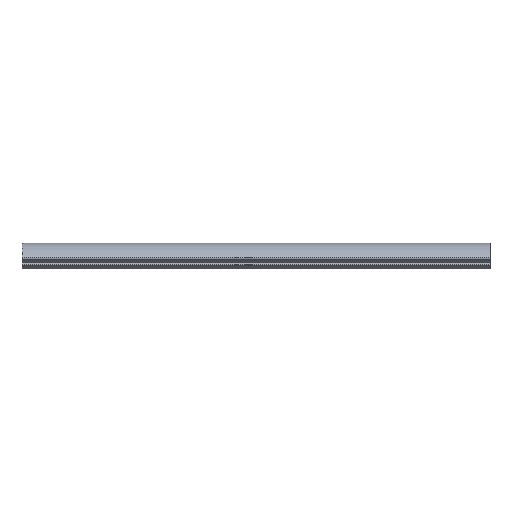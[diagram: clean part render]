
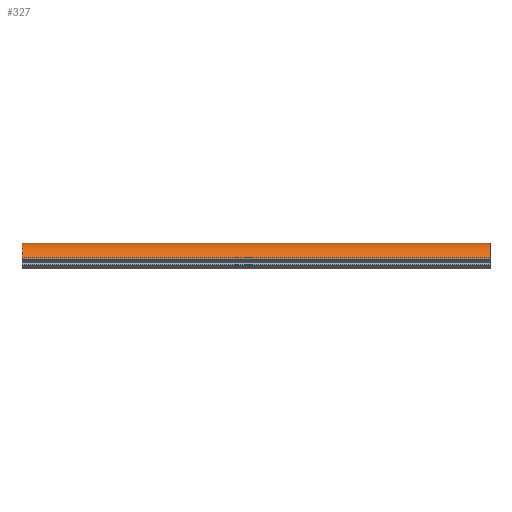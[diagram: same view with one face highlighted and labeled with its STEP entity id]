
A CAD part, top view. The second image highlights one B-rep face of the part: STEP entity #327.
In plain terms, the highlighted cylindrical face has radius 67.5 mm (diameter 135 mm), a partial arc.
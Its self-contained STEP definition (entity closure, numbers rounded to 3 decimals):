
#327=ADVANCED_FACE('',(#658),#659,.T.);
#658=FACE_OUTER_BOUND('',#998,.T.);
#659=CYLINDRICAL_SURFACE('',#999,67.5);
#998=EDGE_LOOP('',(#1817,#1818,#1819,#1820));
#999=AXIS2_PLACEMENT_3D('',#1821,#1822,#1823);
#1817=ORIENTED_EDGE('',*,*,#2499,.T.);
#1818=ORIENTED_EDGE('',*,*,#2500,.F.);
#1819=ORIENTED_EDGE('',*,*,#2501,.T.);
#1820=ORIENTED_EDGE('',*,*,#2496,.T.);
#1821=CARTESIAN_POINT('',(1000.0,-38.971,-22.5));
#1822=DIRECTION('',(-1.0,0.0,0.0));
#1823=DIRECTION('',(0.0,0.54,0.842));
#2496=EDGE_CURVE('',#3118,#3116,#3119,.T.);
#2499=EDGE_CURVE('',#3116,#3122,#3123,.T.);
#2500=EDGE_CURVE('',#3124,#3122,#3125,.T.);
#2501=EDGE_CURVE('',#3124,#3118,#3126,.T.);
#3116=VERTEX_POINT('',#3986);
#3118=VERTEX_POINT('',#3988);
#3119=LINE('',#3989,#3990);
#3122=VERTEX_POINT('',#3993);
#3123=CIRCLE('',#3994,67.5);
#3124=VERTEX_POINT('',#3995);
#3125=LINE('',#3996,#3997);
#3126=CIRCLE('',#3998,67.5);
#3986=CARTESIAN_POINT('',(0.0,28.456,-19.36));
#3988=CARTESIAN_POINT('',(1000.0,28.456,-19.36));
#3989=CARTESIAN_POINT('',(1000.0,28.456,-19.36));
#3990=VECTOR('',#4476,1.0);
#3993=CARTESIAN_POINT('',(0.0,-2.539,34.324));
#3994=AXIS2_PLACEMENT_3D('',#4480,#4481,#4482);
#3995=CARTESIAN_POINT('',(1000.0,-2.539,34.324));
#3996=CARTESIAN_POINT('',(1000.0,-2.539,34.324));
#3997=VECTOR('',#4483,1.0);
#3998=AXIS2_PLACEMENT_3D('',#4484,#4485,#4486);
#4476=DIRECTION('',(-1.0,0.0,0.0));
#4480=CARTESIAN_POINT('',(0.0,-38.971,-22.5));
#4481=DIRECTION('',(1.0,0.0,-0.0));
#4482=DIRECTION('',(0.0,0.54,0.842));
#4483=DIRECTION('',(-1.0,0.0,0.0));
#4484=CARTESIAN_POINT('',(1000.0,-38.971,-22.5));
#4485=DIRECTION('',(-1.0,0.0,0.0));
#4486=DIRECTION('',(0.0,0.54,0.842));
